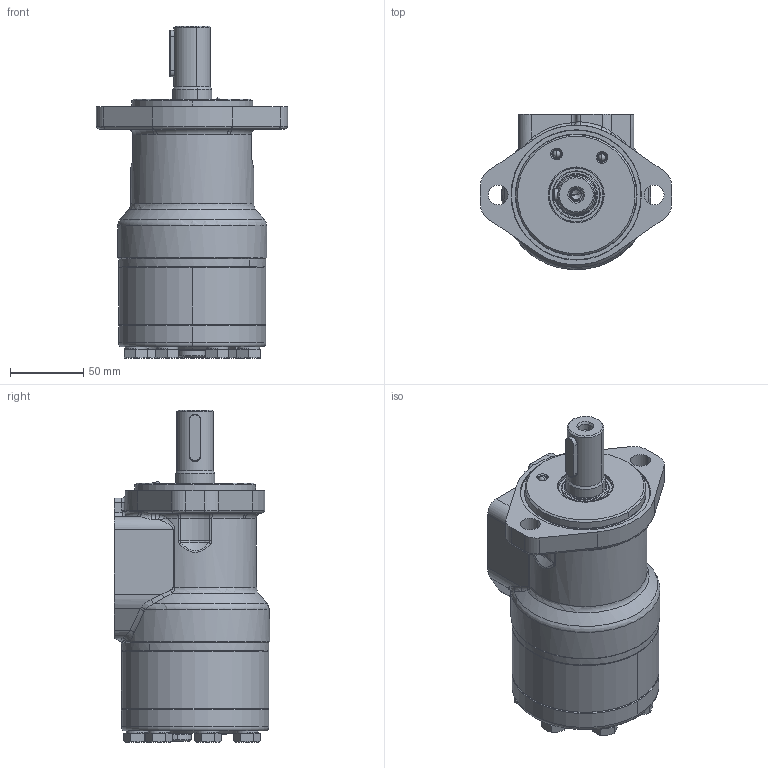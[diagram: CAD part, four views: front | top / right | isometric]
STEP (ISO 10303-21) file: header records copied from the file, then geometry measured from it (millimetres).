
FILE_DESCRIPTION((''),'2;1');
FILE_NAME('255XXXA6312AAAAA_SW0001','2022-03-09T',('U374100'),(''),'CREO PARAMETRIC BY PTC INC, 2015480','CREO PARAMETRIC BY PTC INC, 2015480','');
FILE_SCHEMA(('CONFIG_CONTROL_DESIGN'));
Length unit declared in the file: millimetre
Products named in the file (1): 255XXXA6312AAAAA_SW0001
Bounding box: 130.3 x 105.79 x 226.28 mm (x, y, z)
Volume: 670534 mm3; surface area: 158219.7 mm2
Topology: 4 solids, 6 shells, 846 faces, 2049 edges, 1250 vertices
Faces by surface type: cylinder 268, plane 231, cone 209, bspline 74, torus 58, sphere 6
Entity records: 36104 total; most frequent: CARTESIAN_POINT 16822, DIRECTION 4042, ORIENTED_EDGE 4026, EDGE_CURVE 2013, AXIS2_PLACEMENT_3D 1666, VERTEX_POINT 1250, EDGE_LOOP 929, CIRCLE 894
